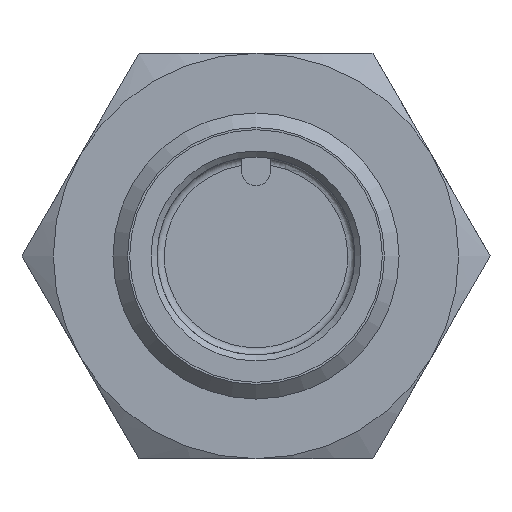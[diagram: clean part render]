
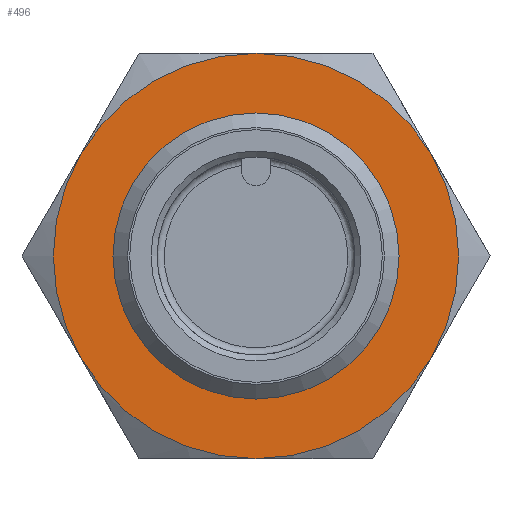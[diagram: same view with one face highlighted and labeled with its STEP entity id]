
A CAD part, left-side view. The second image highlights one B-rep face of the part: STEP entity #496.
In plain terms, the highlighted planar face has unit normal (-1, 0, 0).
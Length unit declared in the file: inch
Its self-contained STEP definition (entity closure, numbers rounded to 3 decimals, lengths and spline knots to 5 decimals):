
#13 = CARTESIAN_POINT ( 'NONE',  ( 0.98425, 0., 0. ) ) ;
#21 = CARTESIAN_POINT ( 'NONE',  ( 0.98425, 0., 0. ) ) ;
#27 = CIRCLE ( 'NONE', #3049, 0.33465 ) ;
#60 = DIRECTION ( 'NONE',  ( 1., 0., 0. ) ) ;
#61 = VERTEX_POINT ( 'NONE', #3242 ) ;
#261 = ORIENTED_EDGE ( 'NONE', *, *, #704, .F. ) ;
#372 = CARTESIAN_POINT ( 'NONE',  ( 0.98425, 0., 0. ) ) ;
#471 = EDGE_CURVE ( 'NONE', #61, #2954, #829, .T. ) ;
#491 = CARTESIAN_POINT ( 'NONE',  ( 0.98425, 0.28981, -0.16732 ) ) ;
#496 = ADVANCED_FACE ( 'NONE', ( #1177, #719 ), #1999, .F. ) ;
#499 = DIRECTION ( 'NONE',  ( 0., 1., 0. ) ) ;
#530 = EDGE_CURVE ( 'NONE', #2533, #61, #2138, .T. ) ;
#554 = EDGE_CURVE ( 'NONE', #3140, #2454, #2722, .T. ) ;
#677 = DIRECTION ( 'NONE',  ( 0., 0., -1. ) ) ;
#704 = EDGE_CURVE ( 'NONE', #1788, #2533, #27, .T. ) ;
#719 = FACE_OUTER_BOUND ( 'NONE', #1192, .T. ) ;
#721 = DIRECTION ( 'NONE',  ( 0., 1., 0. ) ) ;
#798 = CARTESIAN_POINT ( 'NONE',  ( 0.98425, 0., 0. ) ) ;
#829 = CIRCLE ( 'NONE', #1798, 0.33465 ) ;
#830 = ORIENTED_EDGE ( 'NONE', *, *, #554, .F. ) ;
#890 = DIRECTION ( 'NONE',  ( 1., 0., 0. ) ) ;
#958 = CARTESIAN_POINT ( 'NONE',  ( 0.98425, 0., 0.33465 ) ) ;
#1077 = AXIS2_PLACEMENT_3D ( 'NONE', #2201, #890, #3511 ) ;
#1177 = FACE_BOUND ( 'NONE', #1244, .T. ) ;
#1192 = EDGE_LOOP ( 'NONE', ( #4220, #3303, #261, #2689, #830, #2894 ) ) ;
#1212 = CARTESIAN_POINT ( 'NONE',  ( 0.98425, 0., -0.23622 ) ) ;
#1244 = EDGE_LOOP ( 'NONE', ( #1845 ) ) ;
#1319 = CARTESIAN_POINT ( 'NONE',  ( 0.98425, -0.28981, -0.16732 ) ) ;
#1348 = DIRECTION ( 'NONE',  ( 1., 0., 0. ) ) ;
#1788 = VERTEX_POINT ( 'NONE', #3431 ) ;
#1798 = AXIS2_PLACEMENT_3D ( 'NONE', #2650, #2989, #3006 ) ;
#1816 = CIRCLE ( 'NONE', #3877, 0.33465 ) ;
#1845 = ORIENTED_EDGE ( 'NONE', *, *, #4226, .T. ) ;
#1989 = DIRECTION ( 'NONE',  ( 0., 1., 0. ) ) ;
#1999 = PLANE ( 'NONE',  #3485 ) ;
#2138 = CIRCLE ( 'NONE', #3694, 0.33465 ) ;
#2201 = CARTESIAN_POINT ( 'NONE',  ( 0.98425, 0., 0. ) ) ;
#2295 = CARTESIAN_POINT ( 'NONE',  ( 0.98425, 0., 0. ) ) ;
#2339 = EDGE_CURVE ( 'NONE', #2954, #3140, #3691, .T. ) ;
#2376 = AXIS2_PLACEMENT_3D ( 'NONE', #372, #2691, #3346 ) ;
#2454 = VERTEX_POINT ( 'NONE', #958 ) ;
#2472 = CARTESIAN_POINT ( 'NONE',  ( 0.98425, 0., 0. ) ) ;
#2533 = VERTEX_POINT ( 'NONE', #1319 ) ;
#2650 = CARTESIAN_POINT ( 'NONE',  ( 0.98425, 0., 0. ) ) ;
#2689 = ORIENTED_EDGE ( 'NONE', *, *, #3995, .F. ) ;
#2691 = DIRECTION ( 'NONE',  ( 1., 0., 0. ) ) ;
#2695 = VERTEX_POINT ( 'NONE', #1212 ) ;
#2722 = CIRCLE ( 'NONE', #2376, 0.33465 ) ;
#2894 = ORIENTED_EDGE ( 'NONE', *, *, #2339, .F. ) ;
#2954 = VERTEX_POINT ( 'NONE', #491 ) ;
#2989 = DIRECTION ( 'NONE',  ( 1., 0., 0. ) ) ;
#3006 = DIRECTION ( 'NONE',  ( 0., 1., 0. ) ) ;
#3049 = AXIS2_PLACEMENT_3D ( 'NONE', #798, #3091, #3372 ) ;
#3091 = DIRECTION ( 'NONE',  ( 1., 0., 0. ) ) ;
#3140 = VERTEX_POINT ( 'NONE', #3604 ) ;
#3242 = CARTESIAN_POINT ( 'NONE',  ( 0.98425, 0., -0.33465 ) ) ;
#3303 = ORIENTED_EDGE ( 'NONE', *, *, #530, .F. ) ;
#3319 = DIRECTION ( 'NONE',  ( 1., 0., 0. ) ) ;
#3328 = DIRECTION ( 'NONE',  ( 1., 0., 0. ) ) ;
#3346 = DIRECTION ( 'NONE',  ( 0., 1., 0. ) ) ;
#3372 = DIRECTION ( 'NONE',  ( 0., 1., 0. ) ) ;
#3431 = CARTESIAN_POINT ( 'NONE',  ( 0.98425, -0.28981, 0.16732 ) ) ;
#3485 = AXIS2_PLACEMENT_3D ( 'NONE', #2295, #3319, #677 ) ;
#3511 = DIRECTION ( 'NONE',  ( 0., 0., -1. ) ) ;
#3604 = CARTESIAN_POINT ( 'NONE',  ( 0.98425, 0.28981, 0.16732 ) ) ;
#3691 = CIRCLE ( 'NONE', #3753, 0.33465 ) ;
#3694 = AXIS2_PLACEMENT_3D ( 'NONE', #21, #3328, #721 ) ;
#3712 = CIRCLE ( 'NONE', #1077, 0.23622 ) ;
#3753 = AXIS2_PLACEMENT_3D ( 'NONE', #2472, #60, #499 ) ;
#3877 = AXIS2_PLACEMENT_3D ( 'NONE', #13, #1348, #1989 ) ;
#3995 = EDGE_CURVE ( 'NONE', #2454, #1788, #1816, .T. ) ;
#4220 = ORIENTED_EDGE ( 'NONE', *, *, #471, .F. ) ;
#4226 = EDGE_CURVE ( 'NONE', #2695, #2695, #3712, .T. ) ;
